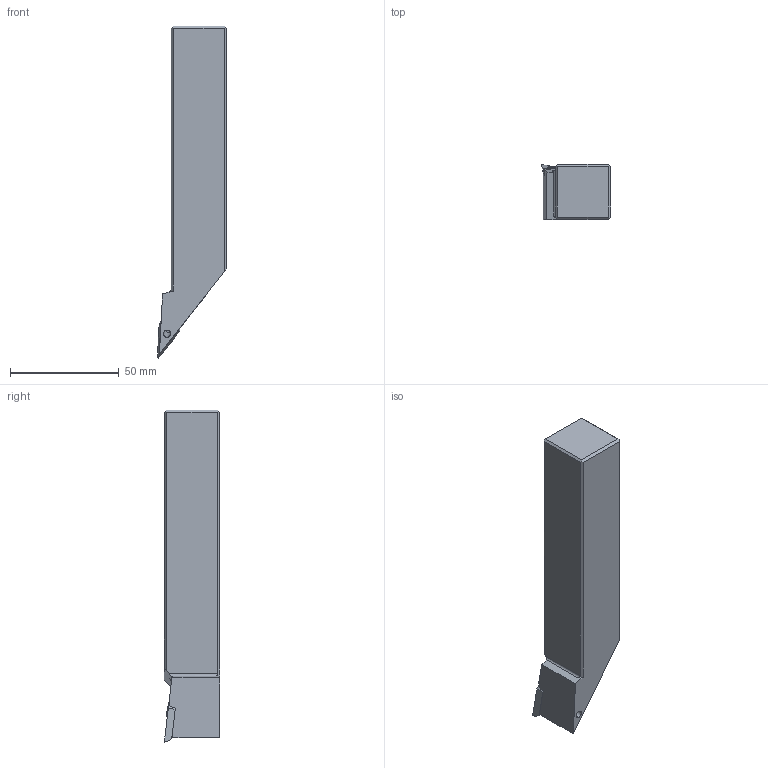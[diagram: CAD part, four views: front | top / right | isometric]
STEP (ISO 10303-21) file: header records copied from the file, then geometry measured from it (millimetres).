
FILE_DESCRIPTION(/* description */ (''),/* implementation_level */ '2;1');
FILE_NAME(/* name */ 'SVJDR-163_IR0_016.stp',/* time_stamp */ '2023-02-09T12:51:29+09:00',/* author */ (''),/* organization */ (''),/* preprocessor_version */ 'ST-DEVELOPER v16',/* originating_system */ 'SIEMENS PLM Software NX 10.0',/* authorisation */ '');
FILE_SCHEMA (('AUTOMOTIVE_DESIGN { 1 0 10303 214 3 1 1 1 }'));
Length unit declared in the file: millimetre
Products named in the file (1): SVJDR-163_IR0_016_ASM
Bounding box: 31.75 x 25.4 x 152.4 mm (x, y, z)
Volume: 84082.1 mm3; surface area: 15624.9 mm2
Topology: 2 solids, 2 shells, 82 faces, 243 edges, 174 vertices
Faces by surface type: plane 42, cylinder 24, cone 12, torus 2, bspline 2
Entity records: 3143 total; most frequent: CARTESIAN_POINT 823, DIRECTION 467, ORIENTED_EDGE 454, EDGE_CURVE 227, AXIS2_PLACEMENT_3D 160, VERTEX_POINT 153, LINE 147, VECTOR 147
